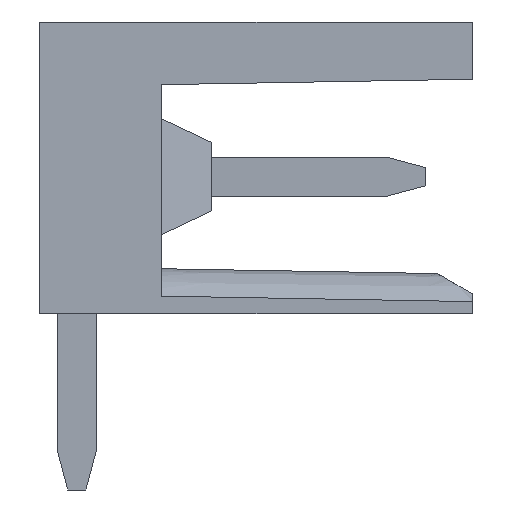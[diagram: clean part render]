
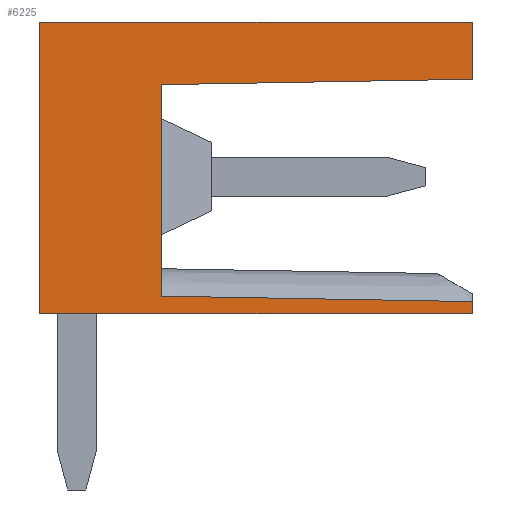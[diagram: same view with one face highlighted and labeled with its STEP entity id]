
A CAD part, left-side view. The second image highlights one B-rep face of the part: STEP entity #6225.
In plain terms, the highlighted planar face has unit normal (-1, 0, 0).
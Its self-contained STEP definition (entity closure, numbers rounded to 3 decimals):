
#6182=AXIS2_PLACEMENT_3D('Plane Axis2P3D',#6179,#6180,#6181) ;
#607=CARTESIAN_POINT('Vertex',(0.,11.05,11.95)) ;
#610=CARTESIAN_POINT('Line Origine',(0.,5.525,11.95)) ;
#614=CARTESIAN_POINT('Vertex',(0.,0.,11.95)) ;
#2379=CARTESIAN_POINT('Vertex',(0.,7.95,10.35)) ;
#2382=CARTESIAN_POINT('Line Origine',(0.,7.95,7.65)) ;
#2386=CARTESIAN_POINT('Vertex',(0.,7.95,4.95)) ;
#4838=CARTESIAN_POINT('Vertex',(0.,11.05,4.5)) ;
#4841=CARTESIAN_POINT('Line Origine',(0.,11.05,8.225)) ;
#6179=CARTESIAN_POINT('Axis2P3D Location',(0.,0.,1.3)) ;
#6184=CARTESIAN_POINT('Line Origine',(0.,0.,11.219)) ;
#6188=CARTESIAN_POINT('Vertex',(0.,0.,10.489)) ;
#6191=CARTESIAN_POINT('Line Origine',(0.,5.525,4.5)) ;
#6195=CARTESIAN_POINT('Vertex',(0.,0.,4.5)) ;
#6198=CARTESIAN_POINT('Line Origine',(0.,0.,4.656)) ;
#6202=CARTESIAN_POINT('Vertex',(0.,0.,4.811)) ;
#6205=CARTESIAN_POINT('Line Origine',(0.,3.975,4.881)) ;
#6210=CARTESIAN_POINT('Line Origine',(0.,3.975,10.419)) ;
#611=DIRECTION('Vector Direction',(0.,-1.,0.)) ;
#2383=DIRECTION('Vector Direction',(0.,0.,1.)) ;
#4842=DIRECTION('Vector Direction',(0.,0.,1.)) ;
#6180=DIRECTION('Axis2P3D Direction',(-1.,0.,0.)) ;
#6181=DIRECTION('Axis2P3D XDirection',(0.,-1.,0.)) ;
#6185=DIRECTION('Vector Direction',(0.,0.,-1.)) ;
#6192=DIRECTION('Vector Direction',(0.,1.,0.)) ;
#6199=DIRECTION('Vector Direction',(0.,0.,-1.)) ;
#6206=DIRECTION('Vector Direction',(0.,1.,0.017)) ;
#6211=DIRECTION('Vector Direction',(0.,-1.,0.017)) ;
#612=VECTOR('Line Direction',#611,1.) ;
#2384=VECTOR('Line Direction',#2383,1.) ;
#4843=VECTOR('Line Direction',#4842,1.) ;
#6186=VECTOR('Line Direction',#6185,1.) ;
#6193=VECTOR('Line Direction',#6192,1.) ;
#6200=VECTOR('Line Direction',#6199,1.) ;
#6207=VECTOR('Line Direction',#6206,1.) ;
#6212=VECTOR('Line Direction',#6211,1.) ;
#6216=ORIENTED_EDGE('',*,*,#6190,.T.) ;
#6217=ORIENTED_EDGE('',*,*,#616,.T.) ;
#6218=ORIENTED_EDGE('',*,*,#4845,.T.) ;
#6219=ORIENTED_EDGE('',*,*,#6197,.T.) ;
#6220=ORIENTED_EDGE('',*,*,#6204,.T.) ;
#6221=ORIENTED_EDGE('',*,*,#6209,.F.) ;
#6222=ORIENTED_EDGE('',*,*,#2388,.F.) ;
#6223=ORIENTED_EDGE('',*,*,#6214,.F.) ;
#6225=ADVANCED_FACE('HOUSING',(#6224),#6183,.T.) ;
#616=EDGE_CURVE('',#615,#608,#613,.F.) ;
#2388=EDGE_CURVE('',#2380,#2387,#2385,.F.) ;
#4845=EDGE_CURVE('',#608,#4839,#4844,.F.) ;
#6190=EDGE_CURVE('',#6189,#615,#6187,.F.) ;
#6197=EDGE_CURVE('',#4839,#6196,#6194,.F.) ;
#6204=EDGE_CURVE('',#6196,#6203,#6201,.F.) ;
#6209=EDGE_CURVE('',#2387,#6203,#6208,.F.) ;
#6214=EDGE_CURVE('',#6189,#2380,#6213,.F.) ;
#6215=EDGE_LOOP('',(#6216,#6217,#6218,#6219,#6220,#6221,#6222,#6223)) ;
#6224=FACE_OUTER_BOUND('',#6215,.T.) ;
#613=LINE('Line',#610,#612) ;
#2385=LINE('Line',#2382,#2384) ;
#4844=LINE('Line',#4841,#4843) ;
#6187=LINE('Line',#6184,#6186) ;
#6194=LINE('Line',#6191,#6193) ;
#6201=LINE('Line',#6198,#6200) ;
#6208=LINE('Line',#6205,#6207) ;
#6213=LINE('Line',#6210,#6212) ;
#6183=PLANE('',#6182) ;
#608=VERTEX_POINT('',#607) ;
#615=VERTEX_POINT('',#614) ;
#2380=VERTEX_POINT('',#2379) ;
#2387=VERTEX_POINT('',#2386) ;
#4839=VERTEX_POINT('',#4838) ;
#6189=VERTEX_POINT('',#6188) ;
#6196=VERTEX_POINT('',#6195) ;
#6203=VERTEX_POINT('',#6202) ;
